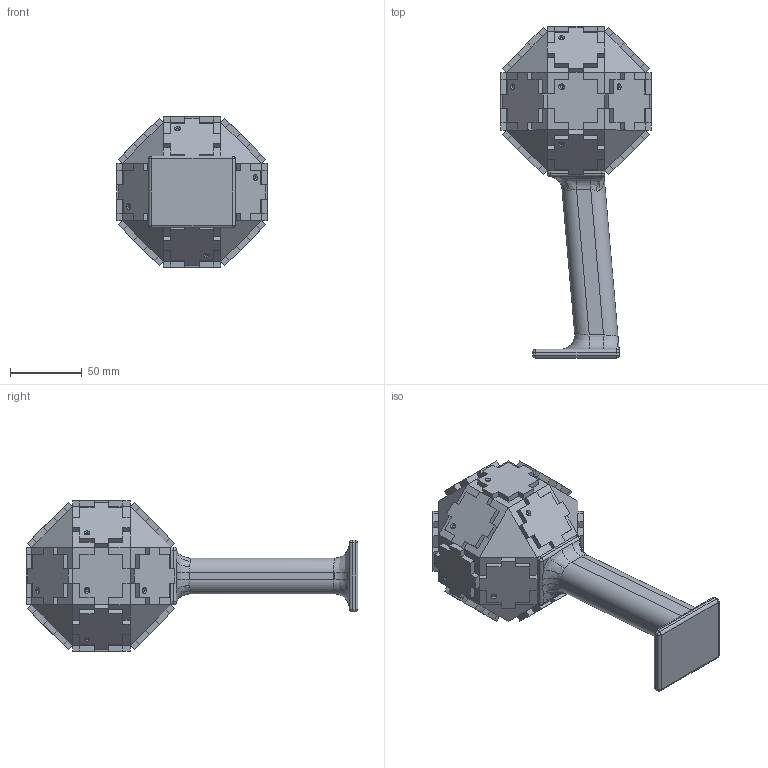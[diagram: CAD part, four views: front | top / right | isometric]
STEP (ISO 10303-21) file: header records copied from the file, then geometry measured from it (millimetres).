
FILE_DESCRIPTION (( 'STEP AP214' ), '1' );
FILE_NAME ('Ass.STEP', '2025-05-18T06:59:12', ( '' ), ( '' ), 'SwSTEP 2.0', 'SolidWorks 2020', '' );
FILE_SCHEMA (( 'AUTOMOTIVE_DESIGN' ));
Length unit declared in the file: millimetre
Products named in the file (4): GripperBase; Tag; Rhombicuboctahedron; Ass
Assembly tree (19 placements, depth 2):
  Ass
    Rhombicuboctahedron
    GripperBase
    Tag  x17
Bounding box: 104.57 x 230.57 x 104.57 mm (x, y, z)
Volume: 739305.4 mm3; surface area: 102631.2 mm2
Topology: 19 solids, 19 shells, 540 faces, 1379 edges, 882 vertices
Faces by surface type: plane 434, cylinder 36, cone 34, bspline 24, sphere 12
Entity records: 4917 total; most frequent: CARTESIAN_POINT 1745, ORIENTED_EDGE 622, DIRECTION 615, EDGE_CURVE 311, AXIS2_PLACEMENT_3D 216, VECTOR 183, LINE 183, VERTEX_POINT 178
